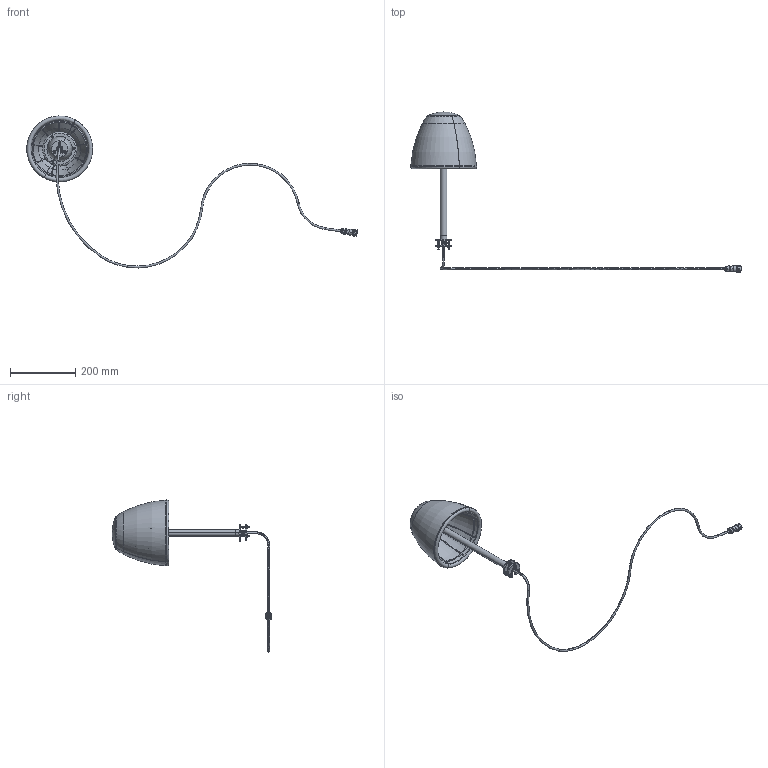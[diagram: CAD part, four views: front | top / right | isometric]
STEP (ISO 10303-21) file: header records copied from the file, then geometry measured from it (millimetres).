
FILE_DESCRIPTION (( 'STEP AP203' ), '1' );
FILE_NAME ('ATTICUS M-39 OUTDOOR 3101732540YY.STEP', '2023-01-16T08:39:31', ( '' ), ( '' ), 'SwSTEP 2.0', 'SolidWorks 2019', '' );
FILE_SCHEMA (( 'CONFIG_CONTROL_DESIGN' ));
Length unit declared in the file: millimetre
Products named in the file (21): 000-310-57; 000-310-55; 000-914-052; 000-D7991-312A2; 000-310-73; 000-914-231; 000-310-71; 000-310-53; 000-D6798J-4.3A2; 000-310-72; 000-310-75; 000-310-58; 000-CABLE PORTATILES_V; 000-310-70; 000-310-52; 000-D913-425A2; 000-310-13; ATTICUS M-39 OUTDOOR 3101732540YY; 000-310-74; 000-310-59; 000-D934-M4 A2
Assembly tree (28 placements, depth 3):
  ATTICUS M-39 OUTDOOR 3101732540YY
    000-310-75
      000-310-74
      000-310-72
      000-310-73
      000-310-52
    000-914-052
    000-310-71
    000-D913-425A2  x3
    000-D6798J-4.3A2  x3
    000-D934-M4 A2  x3
    000-310-70
    000-310-55
    000-310-57
    000-310-13
    000-310-53
    000-D7991-312A2  x3
    000-310-58
    000-310-59
    000-CABLE PORTATILES_V
    000-914-231
Bounding box: 1014.8 x 491.11 x 466.67 mm (x, y, z)
Volume: 303900.3 mm3; surface area: 440551.2 mm2
Topology: 29 solids, 33 shells, 804 faces, 1976 edges, 1198 vertices
Faces by surface type: plane 277, cylinder 232, torus 136, cone 93, bspline 56, sphere 10
Entity records: 22369 total; most frequent: CARTESIAN_POINT 5050, DIRECTION 3404, ORIENTED_EDGE 2916, EDGE_CURVE 1464, AXIS2_PLACEMENT_3D 1426, VERTEX_POINT 910, CIRCLE 789, EDGE_LOOP 724
